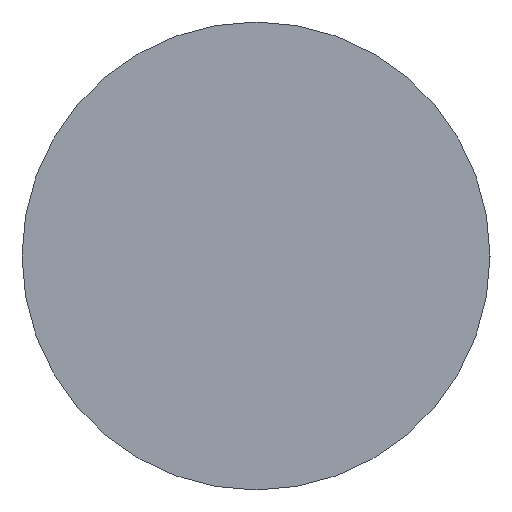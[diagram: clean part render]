
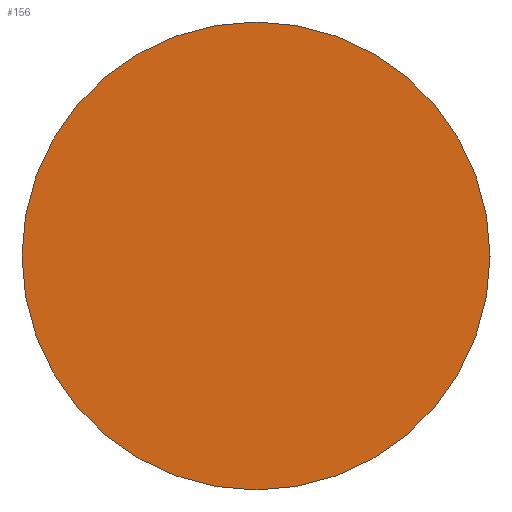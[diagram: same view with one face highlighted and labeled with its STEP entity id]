
A CAD part, front view. The second image highlights one B-rep face of the part: STEP entity #156.
In plain terms, the highlighted planar face has unit normal (0, -1, 0).
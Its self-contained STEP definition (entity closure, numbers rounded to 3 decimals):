
#2 = DIRECTION ( 'NONE',  ( 1., 0., 0. ) ) ;
#12 = DIRECTION ( 'NONE',  ( 1., 0., 0. ) ) ;
#20 = EDGE_LOOP ( 'NONE', ( #101, #129 ) ) ;
#24 = CARTESIAN_POINT ( 'NONE',  ( -3.375, -160., 20. ) ) ;
#32 = AXIS2_PLACEMENT_3D ( 'NONE', #24, #65, #2 ) ;
#34 = FACE_OUTER_BOUND ( 'NONE', #20, .T. ) ;
#60 = AXIS2_PLACEMENT_3D ( 'NONE', #118, #157, #106 ) ;
#65 = DIRECTION ( 'NONE',  ( 0., -1., 0. ) ) ;
#66 = CARTESIAN_POINT ( 'NONE',  ( 1.625, -160., 20. ) ) ;
#71 = CIRCLE ( 'NONE', #60, 5. ) ;
#78 = CARTESIAN_POINT ( 'NONE',  ( -3.375, -160., 20. ) ) ;
#95 = EDGE_CURVE ( 'NONE', #111, #174, #71, .T. ) ;
#101 = ORIENTED_EDGE ( 'NONE', *, *, #152, .T. ) ;
#106 = DIRECTION ( 'NONE',  ( 1., 0., 0. ) ) ;
#111 = VERTEX_POINT ( 'NONE', #140 ) ;
#118 = CARTESIAN_POINT ( 'NONE',  ( -3.375, -160., 20. ) ) ;
#127 = AXIS2_PLACEMENT_3D ( 'NONE', #78, #134, #12 ) ;
#129 = ORIENTED_EDGE ( 'NONE', *, *, #95, .T. ) ;
#134 = DIRECTION ( 'NONE',  ( 0., -1., 0. ) ) ;
#140 = CARTESIAN_POINT ( 'NONE',  ( -8.375, -160., 20. ) ) ;
#142 = PLANE ( 'NONE',  #127 ) ;
#152 = EDGE_CURVE ( 'NONE', #174, #111, #154, .T. ) ;
#154 = CIRCLE ( 'NONE', #32, 5. ) ;
#156 = ADVANCED_FACE ( 'NONE', ( #34 ), #142, .T. ) ;
#157 = DIRECTION ( 'NONE',  ( 0., -1., 0. ) ) ;
#174 = VERTEX_POINT ( 'NONE', #66 ) ;
